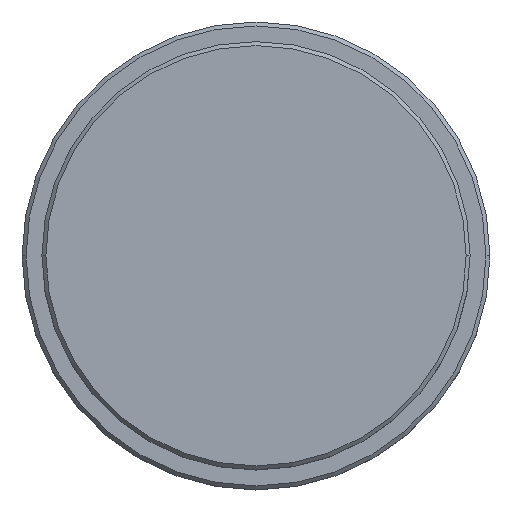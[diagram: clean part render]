
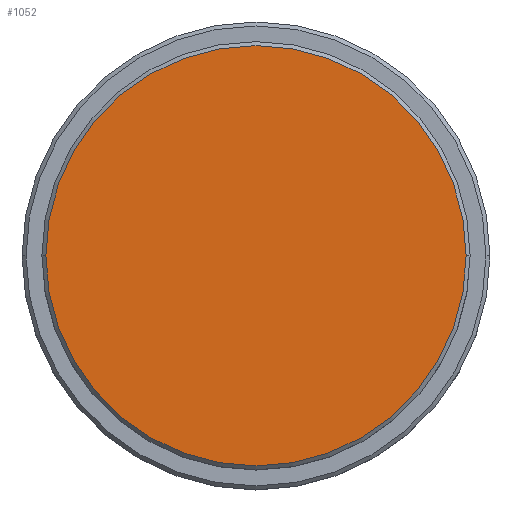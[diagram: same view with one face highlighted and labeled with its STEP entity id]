
A CAD part, top view. The second image highlights one B-rep face of the part: STEP entity #1052.
In plain terms, the highlighted planar face has unit normal (0, 0, 1).
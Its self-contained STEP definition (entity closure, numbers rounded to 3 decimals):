
#20 = ORIENTED_EDGE ( 'NONE', *, *, #1099, .T. ) ;
#126 = DIRECTION ( 'NONE',  ( 1., 0., 0. ) ) ;
#165 = CARTESIAN_POINT ( 'NONE',  ( 26.5, 0., 0. ) ) ;
#220 = EDGE_CURVE ( 'NONE', #825, #1210, #487, .T. ) ;
#238 = DIRECTION ( 'NONE',  ( 1., 0., 0. ) ) ;
#247 = DIRECTION ( 'NONE',  ( 1., 0., 0. ) ) ;
#392 = PLANE ( 'NONE',  #1207 ) ;
#414 = AXIS2_PLACEMENT_3D ( 'NONE', #925, #695, #126 ) ;
#487 = CIRCLE ( 'NONE', #601, 26.5 ) ;
#517 = CARTESIAN_POINT ( 'NONE',  ( -26.5, 0., 0. ) ) ;
#601 = AXIS2_PLACEMENT_3D ( 'NONE', #1110, #1339, #238 ) ;
#695 = DIRECTION ( 'NONE',  ( 0., 0., 1. ) ) ;
#787 = ORIENTED_EDGE ( 'NONE', *, *, #220, .T. ) ;
#825 = VERTEX_POINT ( 'NONE', #517 ) ;
#834 = EDGE_LOOP ( 'NONE', ( #787, #20 ) ) ;
#840 = CARTESIAN_POINT ( 'NONE',  ( 0., 0., 0. ) ) ;
#851 = FACE_OUTER_BOUND ( 'NONE', #834, .T. ) ;
#925 = CARTESIAN_POINT ( 'NONE',  ( 0., 0., 0. ) ) ;
#994 = DIRECTION ( 'NONE',  ( 0., 0., 1. ) ) ;
#1052 = ADVANCED_FACE ( 'NONE', ( #851 ), #392, .T. ) ;
#1099 = EDGE_CURVE ( 'NONE', #1210, #825, #1282, .T. ) ;
#1110 = CARTESIAN_POINT ( 'NONE',  ( 0., 0., 0. ) ) ;
#1207 = AXIS2_PLACEMENT_3D ( 'NONE', #840, #994, #247 ) ;
#1210 = VERTEX_POINT ( 'NONE', #165 ) ;
#1282 = CIRCLE ( 'NONE', #414, 26.5 ) ;
#1339 = DIRECTION ( 'NONE',  ( 0., 0., 1. ) ) ;
